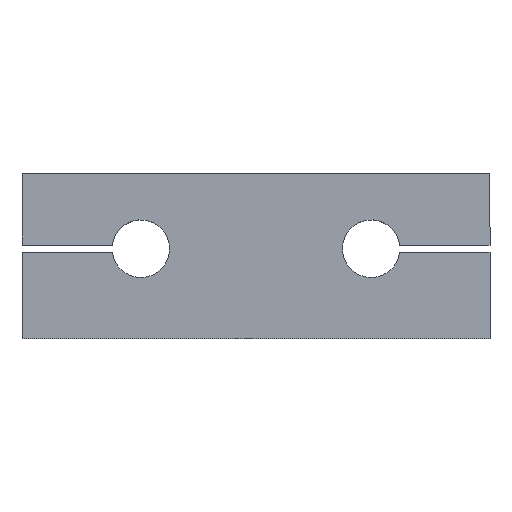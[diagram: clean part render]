
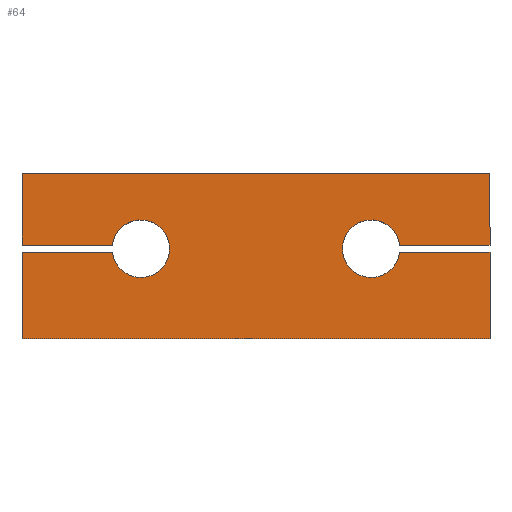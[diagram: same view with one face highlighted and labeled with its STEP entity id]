
A CAD part, top view. The second image highlights one B-rep face of the part: STEP entity #64.
In plain terms, the highlighted planar face has unit normal (0, 0, 1).
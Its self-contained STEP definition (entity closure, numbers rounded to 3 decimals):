
#5 = DIRECTION ( 'NONE',  ( 0., 1., 0. ) ) ;
#11 = DIRECTION ( 'NONE',  ( 1., 0., 0. ) ) ;
#18 = CIRCLE ( 'NONE', #160, 4. ) ;
#23 = VERTEX_POINT ( 'NONE', #197 ) ;
#45 = EDGE_CURVE ( 'NONE', #683, #582, #192, .T. ) ;
#49 = VECTOR ( 'NONE', #155, 1000. ) ;
#53 = VECTOR ( 'NONE', #631, 1000. ) ;
#54 = CARTESIAN_POINT ( 'NONE',  ( -32.5, 12., 6. ) ) ;
#57 = CARTESIAN_POINT ( 'NONE',  ( -32.5, 12., 6. ) ) ;
#64 = ADVANCED_FACE ( 'NONE', ( #152 ), #379, .F. ) ;
#66 = ORIENTED_EDGE ( 'NONE', *, *, #458, .T. ) ;
#86 = EDGE_CURVE ( 'NONE', #173, #683, #90, .T. ) ;
#88 = ORIENTED_EDGE ( 'NONE', *, *, #480, .T. ) ;
#90 = LINE ( 'NONE', #437, #168 ) ;
#92 = CARTESIAN_POINT ( 'NONE',  ( -32.5, 13., 6. ) ) ;
#102 = AXIS2_PLACEMENT_3D ( 'NONE', #154, #133, #268 ) ;
#105 = CARTESIAN_POINT ( 'NONE',  ( 32.5, 0., 6. ) ) ;
#107 = EDGE_CURVE ( 'NONE', #536, #460, #426, .T. ) ;
#115 = DIRECTION ( 'NONE',  ( -1., 0., 0. ) ) ;
#120 = DIRECTION ( 'NONE',  ( 0., 0., 1. ) ) ;
#121 = VERTEX_POINT ( 'NONE', #251 ) ;
#133 = DIRECTION ( 'NONE',  ( 0., 0., -1. ) ) ;
#140 = ORIENTED_EDGE ( 'NONE', *, *, #86, .T. ) ;
#152 = FACE_OUTER_BOUND ( 'NONE', #687, .T. ) ;
#154 = CARTESIAN_POINT ( 'NONE',  ( 16., 12.5, 6. ) ) ;
#155 = DIRECTION ( 'NONE',  ( 0., 1., 0. ) ) ;
#160 = AXIS2_PLACEMENT_3D ( 'NONE', #468, #120, #357 ) ;
#168 = VECTOR ( 'NONE', #324, 1000. ) ;
#173 = VERTEX_POINT ( 'NONE', #54 ) ;
#178 = CARTESIAN_POINT ( 'NONE',  ( -32.5, 0., 6. ) ) ;
#182 = CARTESIAN_POINT ( 'NONE',  ( 32.5, 13., 6. ) ) ;
#183 = VERTEX_POINT ( 'NONE', #387 ) ;
#192 = LINE ( 'NONE', #203, #326 ) ;
#196 = DIRECTION ( 'NONE',  ( -1., 0., 0. ) ) ;
#197 = CARTESIAN_POINT ( 'NONE',  ( -19.969, 13., 6. ) ) ;
#203 = CARTESIAN_POINT ( 'NONE',  ( -32.5, 0., 6. ) ) ;
#213 = DIRECTION ( 'NONE',  ( -1., 0., 0. ) ) ;
#216 = LINE ( 'NONE', #270, #551 ) ;
#220 = CARTESIAN_POINT ( 'NONE',  ( -32.5, 23., 6. ) ) ;
#223 = CARTESIAN_POINT ( 'NONE',  ( -32.5, 23., 6. ) ) ;
#233 = LINE ( 'NONE', #178, #477 ) ;
#248 = DIRECTION ( 'NONE',  ( -1., 0., 0. ) ) ;
#251 = CARTESIAN_POINT ( 'NONE',  ( 32.5, 23., 6. ) ) ;
#268 = DIRECTION ( 'NONE',  ( -1., 0., 0. ) ) ;
#270 = CARTESIAN_POINT ( 'NONE',  ( 32.5, 0., 6. ) ) ;
#294 = ORIENTED_EDGE ( 'NONE', *, *, #342, .T. ) ;
#304 = CARTESIAN_POINT ( 'NONE',  ( 0., 0., 6. ) ) ;
#310 = EDGE_CURVE ( 'NONE', #23, #183, #428, .T. ) ;
#322 = VECTOR ( 'NONE', #115, 1000. ) ;
#324 = DIRECTION ( 'NONE',  ( 0., -1., 0. ) ) ;
#326 = VECTOR ( 'NONE', #363, 1000. ) ;
#328 = CARTESIAN_POINT ( 'NONE',  ( 32.5, 13., 6. ) ) ;
#338 = LINE ( 'NONE', #223, #322 ) ;
#342 = EDGE_CURVE ( 'NONE', #460, #589, #580, .T. ) ;
#357 = DIRECTION ( 'NONE',  ( 1., 0., 0. ) ) ;
#363 = DIRECTION ( 'NONE',  ( 1., 0., 0. ) ) ;
#378 = ORIENTED_EDGE ( 'NONE', *, *, #448, .F. ) ;
#379 = PLANE ( 'NONE',  #718 ) ;
#387 = CARTESIAN_POINT ( 'NONE',  ( -32.5, 13., 6. ) ) ;
#395 = VECTOR ( 'NONE', #248, 1000. ) ;
#408 = ORIENTED_EDGE ( 'NONE', *, *, #45, .T. ) ;
#421 = ORIENTED_EDGE ( 'NONE', *, *, #107, .T. ) ;
#426 = LINE ( 'NONE', #712, #395 ) ;
#428 = LINE ( 'NONE', #92, #519 ) ;
#437 = CARTESIAN_POINT ( 'NONE',  ( -32.5, 0., 6. ) ) ;
#441 = CARTESIAN_POINT ( 'NONE',  ( 32.5, 12., 6. ) ) ;
#442 = CARTESIAN_POINT ( 'NONE',  ( 19.969, 13., 6. ) ) ;
#448 = EDGE_CURVE ( 'NONE', #173, #579, #618, .T. ) ;
#451 = CARTESIAN_POINT ( 'NONE',  ( 19.969, 12., 6. ) ) ;
#454 = VERTEX_POINT ( 'NONE', #220 ) ;
#458 = EDGE_CURVE ( 'NONE', #121, #454, #338, .T. ) ;
#460 = VERTEX_POINT ( 'NONE', #451 ) ;
#462 = DIRECTION ( 'NONE',  ( 0., -1., 0. ) ) ;
#468 = CARTESIAN_POINT ( 'NONE',  ( -16., 12.5, 6. ) ) ;
#477 = VECTOR ( 'NONE', #462, 1000. ) ;
#480 = EDGE_CURVE ( 'NONE', #582, #536, #609, .T. ) ;
#500 = CARTESIAN_POINT ( 'NONE',  ( 32.5, 0., 6. ) ) ;
#519 = VECTOR ( 'NONE', #213, 1000. ) ;
#536 = VERTEX_POINT ( 'NONE', #441 ) ;
#537 = ORIENTED_EDGE ( 'NONE', *, *, #310, .F. ) ;
#540 = ORIENTED_EDGE ( 'NONE', *, *, #653, .F. ) ;
#547 = EDGE_CURVE ( 'NONE', #592, #121, #216, .T. ) ;
#551 = VECTOR ( 'NONE', #5, 1000. ) ;
#564 = CARTESIAN_POINT ( 'NONE',  ( -32.5, 0., 6. ) ) ;
#577 = ORIENTED_EDGE ( 'NONE', *, *, #685, .T. ) ;
#579 = VERTEX_POINT ( 'NONE', #671 ) ;
#580 = CIRCLE ( 'NONE', #102, 4. ) ;
#582 = VERTEX_POINT ( 'NONE', #105 ) ;
#583 = DIRECTION ( 'NONE',  ( 0., 0., -1. ) ) ;
#589 = VERTEX_POINT ( 'NONE', #442 ) ;
#592 = VERTEX_POINT ( 'NONE', #328 ) ;
#609 = LINE ( 'NONE', #500, #49 ) ;
#615 = VECTOR ( 'NONE', #11, 1000. ) ;
#618 = LINE ( 'NONE', #57, #615 ) ;
#631 = DIRECTION ( 'NONE',  ( 1., 0., 0. ) ) ;
#653 = EDGE_CURVE ( 'NONE', #579, #23, #18, .T. ) ;
#654 = ORIENTED_EDGE ( 'NONE', *, *, #547, .T. ) ;
#659 = ORIENTED_EDGE ( 'NONE', *, *, #703, .T. ) ;
#671 = CARTESIAN_POINT ( 'NONE',  ( -19.969, 12., 6. ) ) ;
#683 = VERTEX_POINT ( 'NONE', #564 ) ;
#685 = EDGE_CURVE ( 'NONE', #454, #183, #233, .T. ) ;
#687 = EDGE_LOOP ( 'NONE', ( #421, #294, #659, #654, #66, #577, #537, #540, #378, #140, #408, #88 ) ) ;
#693 = LINE ( 'NONE', #182, #53 ) ;
#703 = EDGE_CURVE ( 'NONE', #589, #592, #693, .T. ) ;
#712 = CARTESIAN_POINT ( 'NONE',  ( 32.5, 12., 6. ) ) ;
#718 = AXIS2_PLACEMENT_3D ( 'NONE', #304, #583, #196 ) ;
